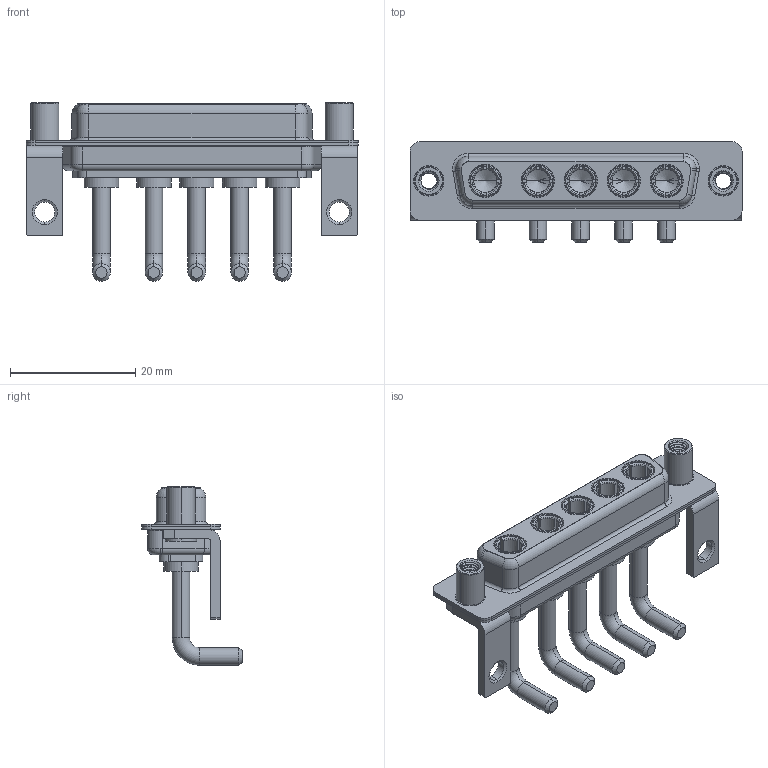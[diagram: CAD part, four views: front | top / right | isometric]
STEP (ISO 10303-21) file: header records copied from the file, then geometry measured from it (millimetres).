
FILE_DESCRIPTION (( 'STEP AP203' ), '1' );
FILE_NAME ('630-5W5-250-2N6.STEP', '2022-05-31T22:51:38', ( '' ), ( '' ), 'SwSTEP 2.0', 'SolidWorks 2020', '' );
FILE_SCHEMA (( 'CONFIG_CONTROL_DESIGN' ));
Length unit declared in the file: millimetre
Products named in the file (7): 630Combo Stabilizer Bracket; 630Combo Threaded Standoff_D; 630Combo Housing_5W5; 630-5W5-250-2N6; 630Combo Shell Front_25 Contacts; 630Combo Shell Rear_25 Contacts; Power Socket_Ext 20A RA
Assembly tree (12 placements, depth 2):
  630-5W5-250-2N6
    630Combo Housing_5W5
    630Combo Shell Front_25 Contacts
    630Combo Shell Rear_25 Contacts
    630Combo Stabilizer Bracket  x2
    630Combo Threaded Standoff_D  x2
    Power Socket_Ext 20A RA  x5
Bounding box: 53.05 x 16 x 28.53 mm (x, y, z)
Volume: 4627.1 mm3; surface area: 9925.1 mm2
Topology: 17 solids, 17 shells, 767 faces, 1985 edges, 1270 vertices
Faces by surface type: cylinder 334, plane 234, cone 101, torus 87, bspline 11
Entity records: 15159 total; most frequent: CARTESIAN_POINT 4767, DIRECTION 2071, ORIENTED_EDGE 1978, EDGE_CURVE 989, AXIS2_PLACEMENT_3D 834, VERTEX_POINT 629, EDGE_LOOP 440, CIRCLE 430
